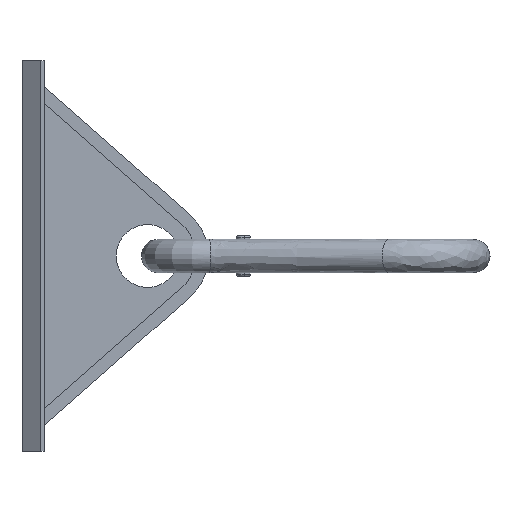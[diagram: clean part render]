
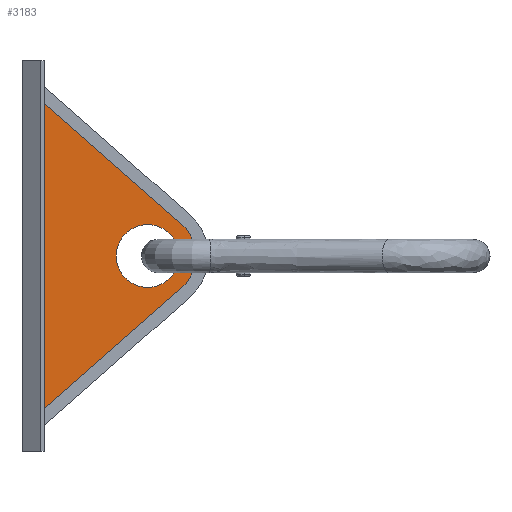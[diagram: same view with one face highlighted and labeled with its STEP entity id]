
A CAD part, left-side view. The second image highlights one B-rep face of the part: STEP entity #3183.
In plain terms, the highlighted planar face has unit normal (-1, 0, 0).
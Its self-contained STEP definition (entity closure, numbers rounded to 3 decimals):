
#33 = CARTESIAN_POINT ( 'NONE',  ( -1.3, -16.4, 4.5 ) ) ;
#310 = VECTOR ( 'NONE', #1128, 1000. ) ;
#396 = EDGE_CURVE ( 'NONE', #5857, #5647, #5407, .T. ) ;
#404 = DIRECTION ( 'NONE',  ( 0., 0., 1. ) ) ;
#413 = EDGE_CURVE ( 'NONE', #5647, #6277, #6875, .T. ) ;
#505 = CARTESIAN_POINT ( 'NONE',  ( -1.3, -17.1, 0. ) ) ;
#549 = VECTOR ( 'NONE', #5692, 1000. ) ;
#667 = EDGE_CURVE ( 'NONE', #3363, #2436, #2608, .T. ) ;
#714 = CARTESIAN_POINT ( 'NONE',  ( -1.3, -16.4, 0. ) ) ;
#715 = AXIS2_PLACEMENT_3D ( 'NONE', #1730, #6743, #404 ) ;
#1128 = DIRECTION ( 'NONE',  ( 0., 0.752, -0.66 ) ) ;
#1244 = CARTESIAN_POINT ( 'NONE',  ( -1.3, -17.1, 0. ) ) ;
#1502 = EDGE_CURVE ( 'NONE', #2436, #3363, #5665, .T. ) ;
#1527 = CARTESIAN_POINT ( 'NONE',  ( -1.3, -21.19, -4.66 ) ) ;
#1596 = DIRECTION ( 'NONE',  ( 0., 0., -1. ) ) ;
#1730 = CARTESIAN_POINT ( 'NONE',  ( -1.3, -16.4, 0. ) ) ;
#1783 = DIRECTION ( 'NONE',  ( 0., 0., -1. ) ) ;
#1944 = ORIENTED_EDGE ( 'NONE', *, *, #396, .F. ) ;
#2236 = ORIENTED_EDGE ( 'NONE', *, *, #1502, .F. ) ;
#2322 = DIRECTION ( 'NONE',  ( 0., 0., 1. ) ) ;
#2436 = VERTEX_POINT ( 'NONE', #5705 ) ;
#2608 = CIRCLE ( 'NONE', #5596, 4.5 ) ;
#2667 = FACE_OUTER_BOUND ( 'NONE', #6870, .T. ) ;
#2895 = DIRECTION ( 'NONE',  ( -1., 0., 0. ) ) ;
#3183 = ADVANCED_FACE ( 'NONE', ( #3289, #2667 ), #3184, .T. ) ;
#3184 = PLANE ( 'NONE',  #4286 ) ;
#3289 = FACE_BOUND ( 'NONE', #5958, .T. ) ;
#3363 = VERTEX_POINT ( 'NONE', #33 ) ;
#3731 = CARTESIAN_POINT ( 'NONE',  ( -1.3, -1.6, -21.855 ) ) ;
#3909 = ORIENTED_EDGE ( 'NONE', *, *, #4126, .F. ) ;
#3959 = VERTEX_POINT ( 'NONE', #1527 ) ;
#4126 = EDGE_CURVE ( 'NONE', #3959, #5857, #4529, .T. ) ;
#4268 = DIRECTION ( 'NONE',  ( 0., 0., 1. ) ) ;
#4286 = AXIS2_PLACEMENT_3D ( 'NONE', #505, #4924, #1596 ) ;
#4298 = EDGE_CURVE ( 'NONE', #6277, #3959, #7134, .T. ) ;
#4337 = ORIENTED_EDGE ( 'NONE', *, *, #4298, .F. ) ;
#4434 = CARTESIAN_POINT ( 'NONE',  ( -1.3, -21.19, -4.66 ) ) ;
#4529 = LINE ( 'NONE', #4434, #310 ) ;
#4711 = VECTOR ( 'NONE', #2322, 1000. ) ;
#4924 = DIRECTION ( 'NONE',  ( -1., 0., 0. ) ) ;
#5111 = CARTESIAN_POINT ( 'NONE',  ( -1.3, -21.19, 4.66 ) ) ;
#5118 = DIRECTION ( 'NONE',  ( 1., 0., 0. ) ) ;
#5407 = LINE ( 'NONE', #3731, #4711 ) ;
#5596 = AXIS2_PLACEMENT_3D ( 'NONE', #714, #2895, #4268 ) ;
#5647 = VERTEX_POINT ( 'NONE', #6315 ) ;
#5665 = CIRCLE ( 'NONE', #715, 4.5 ) ;
#5692 = DIRECTION ( 'NONE',  ( 0., -0.752, -0.66 ) ) ;
#5705 = CARTESIAN_POINT ( 'NONE',  ( -1.3, -16.4, -4.5 ) ) ;
#5741 = ORIENTED_EDGE ( 'NONE', *, *, #667, .F. ) ;
#5838 = AXIS2_PLACEMENT_3D ( 'NONE', #1244, #5118, #1783 ) ;
#5857 = VERTEX_POINT ( 'NONE', #6956 ) ;
#5958 = EDGE_LOOP ( 'NONE', ( #2236, #5741 ) ) ;
#6277 = VERTEX_POINT ( 'NONE', #5111 ) ;
#6315 = CARTESIAN_POINT ( 'NONE',  ( -1.3, -1.6, 21.855 ) ) ;
#6380 = CARTESIAN_POINT ( 'NONE',  ( -1.3, -1.6, 21.855 ) ) ;
#6743 = DIRECTION ( 'NONE',  ( -1., 0., 0. ) ) ;
#6870 = EDGE_LOOP ( 'NONE', ( #7147, #1944, #3909, #4337 ) ) ;
#6875 = LINE ( 'NONE', #6380, #549 ) ;
#6956 = CARTESIAN_POINT ( 'NONE',  ( -1.3, -1.6, -21.855 ) ) ;
#7134 = CIRCLE ( 'NONE', #5838, 6.2 ) ;
#7147 = ORIENTED_EDGE ( 'NONE', *, *, #413, .F. ) ;
